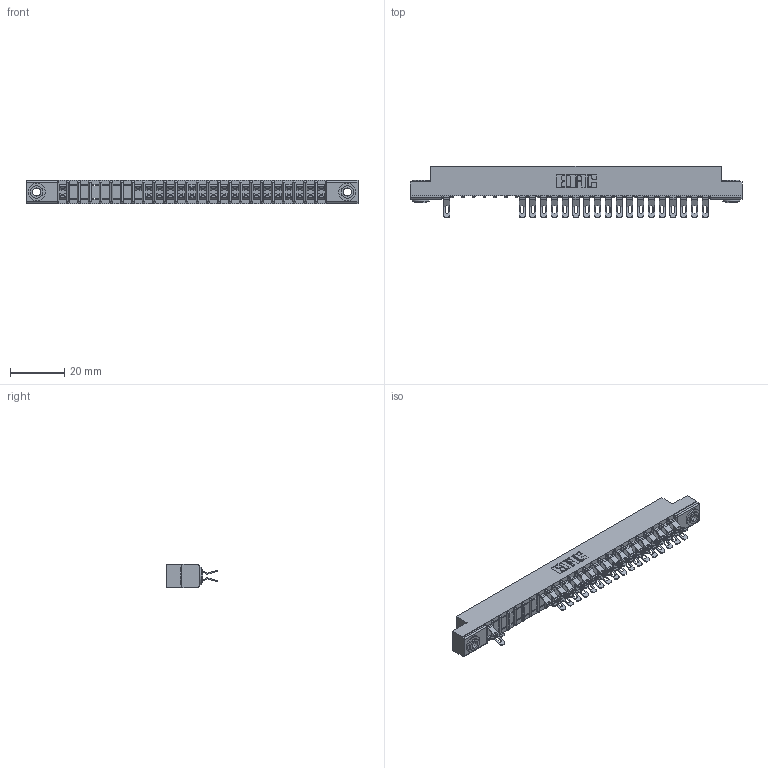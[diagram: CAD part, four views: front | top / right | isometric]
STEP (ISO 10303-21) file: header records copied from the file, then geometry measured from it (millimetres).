
FILE_DESCRIPTION (( 'STEP AP203' ), '1' );
FILE_NAME ('307-050-555-203.STEP', '2018-08-06T04:37:06', ( '' ), ( '' ), 'SwSTEP 2.0', 'SolidWorks 2016', '' );
FILE_SCHEMA (( 'CONFIG_CONTROL_DESIGN' ));
Length unit declared in the file: inch
Products named in the file (4): 307 Part_.156 Dia Mounting Holes; 307-290-001_555; 345-250-002_345-250-002-102; 307-050-555-203
Assembly tree (40 placements, depth 2):
  307-050-555-203
    307 Part_.156 Dia Mounting Holes
    307-290-001_555  x37
    345-250-002_345-250-002-102  x2
Bounding box: 122.07 x 18.75 x 8.71 mm (x, y, z)
Volume: 7927.7 mm3; surface area: 14020.9 mm2
Topology: 40 solids, 40 shells, 2583 faces, 7548 edges, 4908 vertices
Faces by surface type: plane 1430, cylinder 1093, sphere 52, cone 8
Entity records: 25514 total; most frequent: CARTESIAN_POINT 4221, ORIENTED_EDGE 4188, DIRECTION 4150, EDGE_CURVE 2094, VECTOR 1580, LINE 1580, VERTEX_POINT 1356, AXIS2_PLACEMENT_3D 1285
